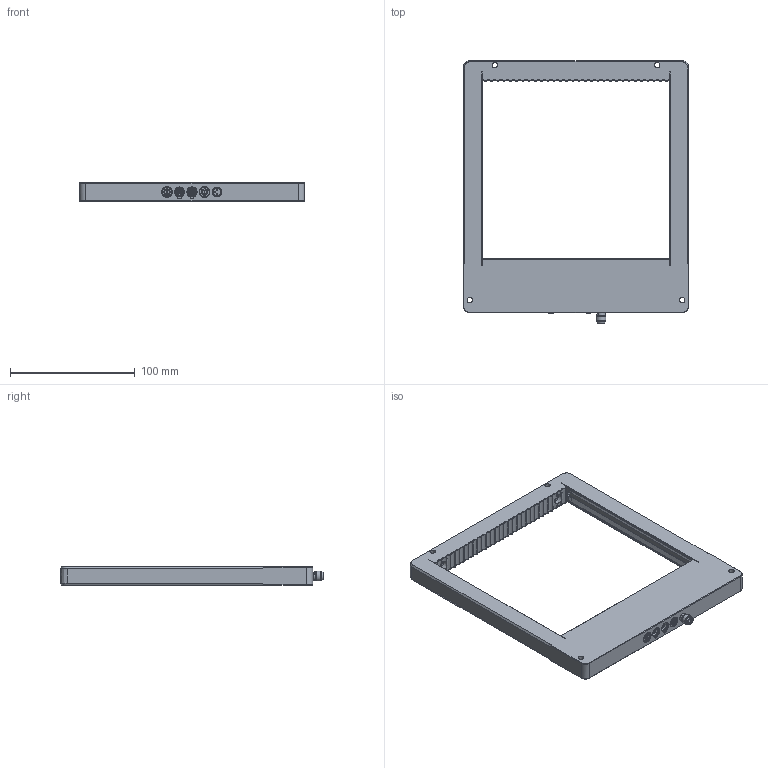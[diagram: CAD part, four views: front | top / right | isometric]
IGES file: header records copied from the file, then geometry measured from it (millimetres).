
Global section: file name: OGWSD 150; native system: Autodesk Inventor 2022; preprocessor: unknown; author: ck; organization: di-soric GmbH & Co. KG; date: 20220427.103646; units: millimetre
Bounding box: 180 x 210 x 15 mm (x, y, z)
Volume: 216284.8 mm3; surface area: 63173.8 mm2
Topology: 1 solids, 4 shells, 612 faces, 1537 edges, 965 vertices
Faces by surface type: bspline 612
